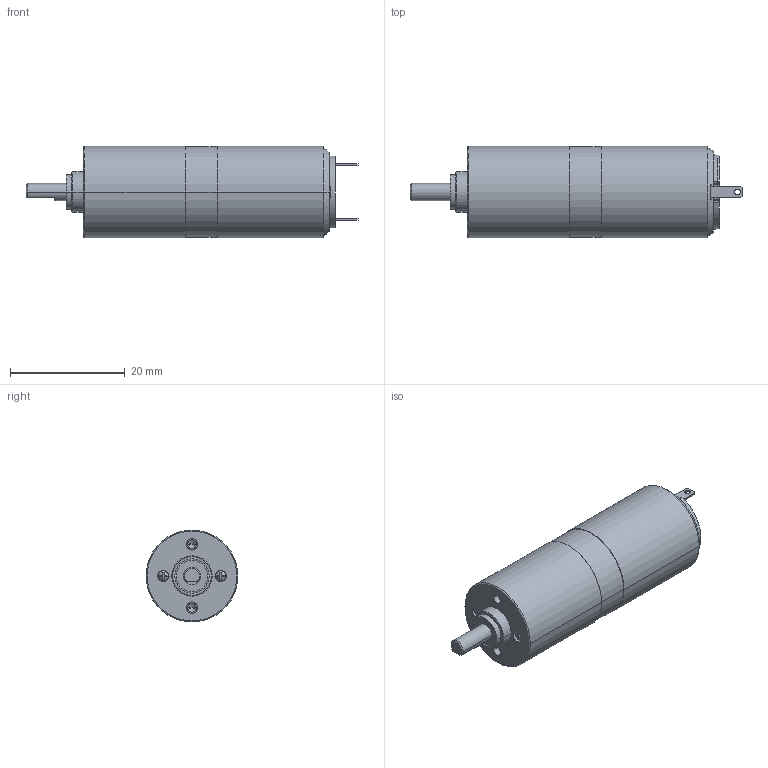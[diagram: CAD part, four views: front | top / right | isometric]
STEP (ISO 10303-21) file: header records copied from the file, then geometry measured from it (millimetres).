
FILE_DESCRIPTION((''),'2;1');
FILE_NAME('4696320000344','2023-04-28T13:49:07',('BU5.RD'),(''),'CREO PARAMETRIC BY PTC INC, 2018100','CREO PARAMETRIC BY PTC INC, 2018100','');
FILE_SCHEMA(('CONFIG_CONTROL_DESIGN'));
Length unit declared in the file: millimetre
Products named in the file (1): 4696320000344
Bounding box: 57.75 x 16 x 16 mm (x, y, z)
Volume: 8786.6 mm3; surface area: 2848.3 mm2
Topology: 1 solids, 3 shells, 169 faces, 416 edges, 264 vertices
Faces by surface type: plane 99, cylinder 48, torus 9, cone 7, bspline 4, sphere 2
Entity records: 5266 total; most frequent: CARTESIAN_POINT 1200, DIRECTION 850, ORIENTED_EDGE 816, EDGE_CURVE 412, AXIS2_PLACEMENT_3D 309, VERTEX_POINT 264, VECTOR 232, LINE 232
